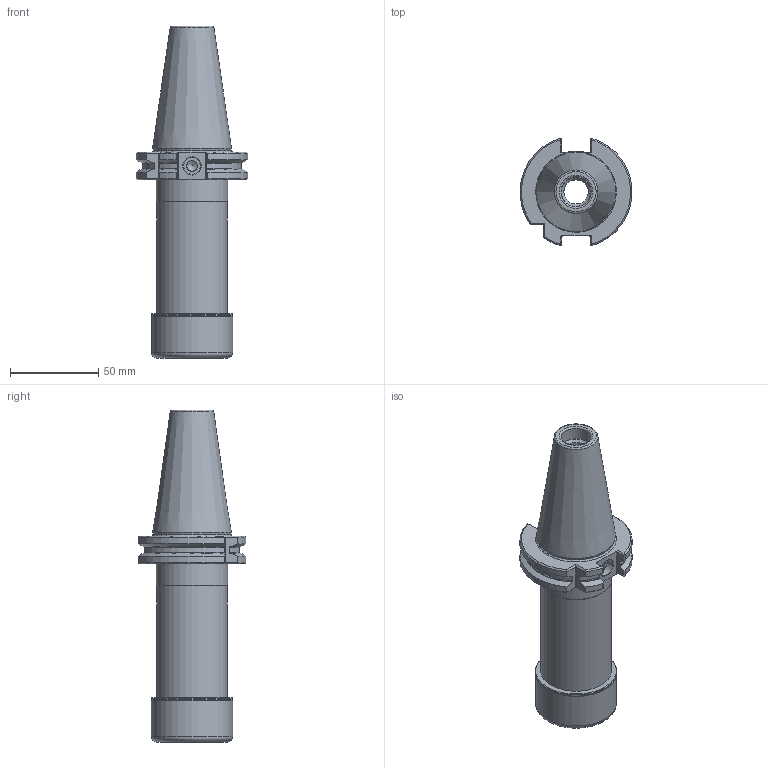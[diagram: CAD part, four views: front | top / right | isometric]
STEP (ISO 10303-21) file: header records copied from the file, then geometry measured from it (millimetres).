
FILE_DESCRIPTION(/* description */ (''),/* implementation_level */ '2;1');
FILE_NAME(/* name */ '524072560.stp',/* time_stamp */ '2021-01-12T12:31:06',/* author */ ('LRA'),/* organization */ ('REGO-FIX'),/* preprocessor_version */ ' Unknown',/* originating_system */ 'SIEMENS PLM Software Solid Edge ST10',/* authorization */ 'Unknown');
FILE_SCHEMA (('AUTOMOTIVE_DESIGN { 1 0 10303 214 2 1 1}'));
Length unit declared in the file: millimetre
Products named in the file (1): NOCUT
Bounding box: 63.35 x 61.01 x 188.25 mm (x, y, z)
Volume: 204002.8 mm3; surface area: 55974 mm2
Topology: 3 solids, 3 shells, 156 faces, 372 edges, 231 vertices
Faces by surface type: plane 50, cylinder 45, cone 35, torus 26
Full cylindrical faces by diameter (mm): 6 x1, 10 x1, 13.835 x2, 17 x1, 19.05 x1, 20.917 x1, 22.2 x1, 23.8 x1, 24.7 x1, 25 x1, 28 x1, 30 x1, 33 x1, 34 x1, 38.376 x1, 40 x2, 40.05 x1, 40.5 x1, 42 x1, 46 x1, 46.4 x1
Entity records: 5240 total; most frequent: CARTESIAN_POINT 837, DIRECTION 697, ORIENTED_EDGE 586, AXIS2_PLACEMENT_3D 297, EDGE_CURVE 293, FACE_BOUND 238, EDGE_LOOP 237, VERTEX_POINT 219
